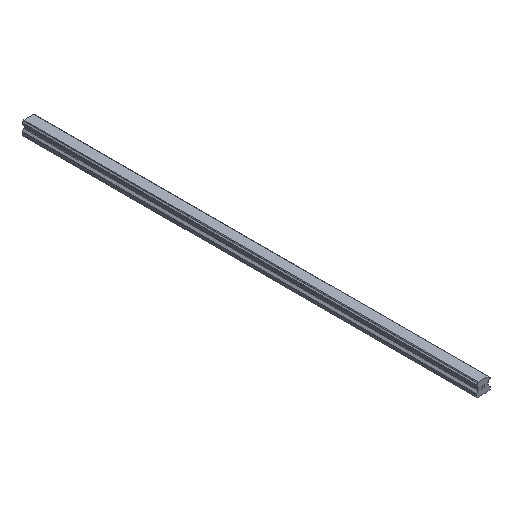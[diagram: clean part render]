
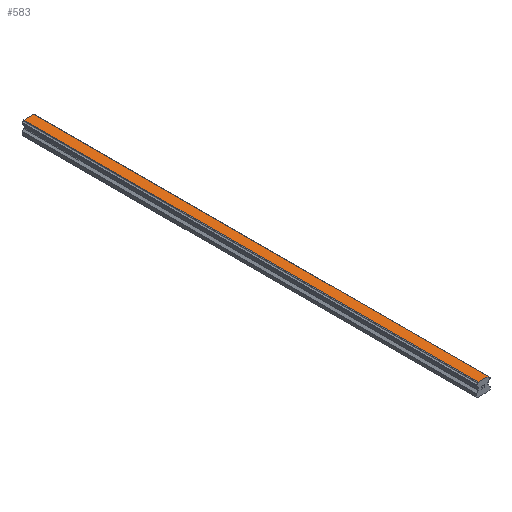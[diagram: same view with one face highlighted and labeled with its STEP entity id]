
A CAD part, isometric view. The second image highlights one B-rep face of the part: STEP entity #583.
In plain terms, the highlighted planar face has unit normal (0, 0, 1).
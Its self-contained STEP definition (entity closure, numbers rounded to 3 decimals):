
#583=ADVANCED_FACE('',(#1187),#1188,.T.);
#1187=FACE_OUTER_BOUND('',#1805,.T.);
#1188=PLANE('',#1806);
#1805=EDGE_LOOP('',(#3645,#3646,#3647,#3648));
#1806=AXIS2_PLACEMENT_3D('',#3649,#3650,#3651);
#3645=ORIENTED_EDGE('',*,*,#4306,.T.);
#3646=ORIENTED_EDGE('',*,*,#4569,.F.);
#3647=ORIENTED_EDGE('',*,*,#4170,.F.);
#3648=ORIENTED_EDGE('',*,*,#4567,.T.);
#3649=CARTESIAN_POINT('',(0.0,760.0,22.));
#3650=DIRECTION('',(0.0,0.0,1.0));
#3651=DIRECTION('',(-1.0,0.0,-0.0));
#4170=EDGE_CURVE('',#5162,#5164,#5165,.T.);
#4306=EDGE_CURVE('',#5391,#5389,#5392,.T.);
#4567=EDGE_CURVE('',#5162,#5391,#5724,.T.);
#4569=EDGE_CURVE('',#5164,#5389,#5726,.T.);
#5162=VERTEX_POINT('',#6495);
#5164=VERTEX_POINT('',#6498);
#5165=LINE('',#6499,#6500);
#5389=VERTEX_POINT('',#6812);
#5391=VERTEX_POINT('',#6815);
#5392=LINE('',#6816,#6817);
#5724=LINE('',#7233,#7234);
#5726=LINE('',#7236,#7237);
#6495=CARTESIAN_POINT('',(-8.3,760.0,22.));
#6498=CARTESIAN_POINT('',(8.3,760.0,22.));
#6499=CARTESIAN_POINT('',(-8.3,760.0,22.));
#6500=VECTOR('',#7748,1.0);
#6812=CARTESIAN_POINT('',(8.3,0.0,22.));
#6815=CARTESIAN_POINT('',(-8.3,0.0,22.));
#6816=CARTESIAN_POINT('',(-8.3,0.0,22.));
#6817=VECTOR('',#7904,1.0);
#7233=CARTESIAN_POINT('',(-8.3,760.0,22.));
#7234=VECTOR('',#8256,1.0);
#7236=CARTESIAN_POINT('',(8.3,760.0,22.));
#7237=VECTOR('',#8257,1.0);
#7748=DIRECTION('',(1.0,0.0,0.0));
#7904=DIRECTION('',(1.0,0.0,0.0));
#8256=DIRECTION('',(0.0,-1.0,0.0));
#8257=DIRECTION('',(0.0,-1.0,0.0));
